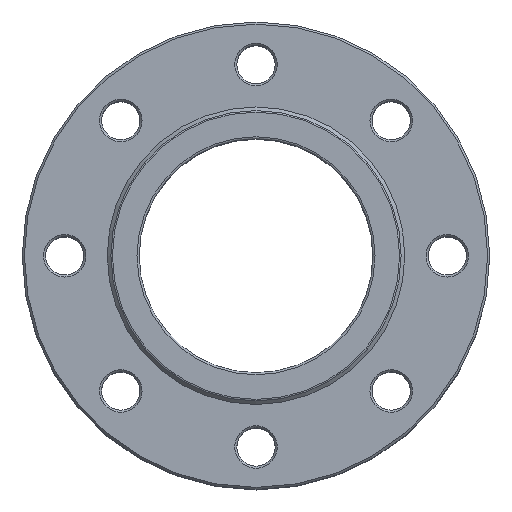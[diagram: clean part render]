
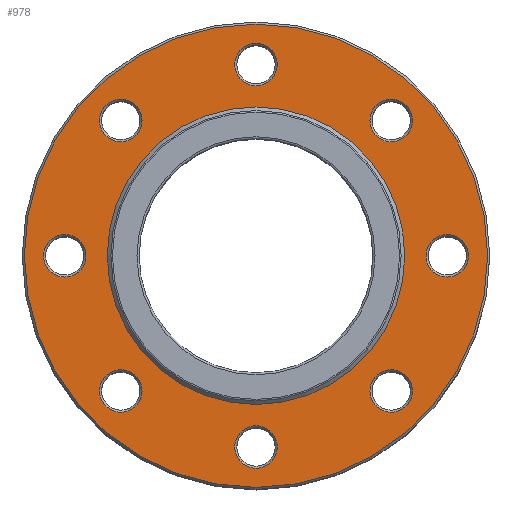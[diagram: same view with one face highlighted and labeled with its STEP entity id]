
A CAD part, top view. The second image highlights one B-rep face of the part: STEP entity #978.
In plain terms, the highlighted planar face has unit normal (0, 0, 1).
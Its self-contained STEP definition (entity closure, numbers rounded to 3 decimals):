
#48=FACE_BOUND('',#193,.T.);
#49=FACE_BOUND('',#194,.T.);
#50=FACE_BOUND('',#195,.T.);
#51=FACE_BOUND('',#196,.T.);
#52=FACE_BOUND('',#197,.T.);
#53=FACE_BOUND('',#198,.T.);
#54=FACE_BOUND('',#199,.T.);
#55=FACE_BOUND('',#200,.T.);
#56=FACE_BOUND('',#201,.T.);
#86=PLANE('',#1061);
#134=FACE_OUTER_BOUND('',#192,.T.);
#192=EDGE_LOOP('',(#687));
#193=EDGE_LOOP('',(#688));
#194=EDGE_LOOP('',(#689));
#195=EDGE_LOOP('',(#690));
#196=EDGE_LOOP('',(#691));
#197=EDGE_LOOP('',(#692));
#198=EDGE_LOOP('',(#693));
#199=EDGE_LOOP('',(#694));
#200=EDGE_LOOP('',(#695));
#201=EDGE_LOOP('',(#696));
#376=CIRCLE('',#1060,10.);
#377=CIRCLE('',#1062,109.);
#378=CIRCLE('',#1063,10.);
#379=CIRCLE('',#1064,10.);
#380=CIRCLE('',#1065,10.);
#381=CIRCLE('',#1066,10.);
#382=CIRCLE('',#1067,70.);
#383=CIRCLE('',#1068,10.);
#384=CIRCLE('',#1069,10.);
#385=CIRCLE('',#1070,10.);
#464=VERTEX_POINT('',#1534);
#465=VERTEX_POINT('',#1538);
#466=VERTEX_POINT('',#1540);
#467=VERTEX_POINT('',#1542);
#468=VERTEX_POINT('',#1544);
#469=VERTEX_POINT('',#1546);
#470=VERTEX_POINT('',#1548);
#471=VERTEX_POINT('',#1550);
#472=VERTEX_POINT('',#1552);
#473=VERTEX_POINT('',#1554);
#549=EDGE_CURVE('',#464,#464,#376,.T.);
#550=EDGE_CURVE('',#465,#465,#377,.T.);
#551=EDGE_CURVE('',#466,#466,#378,.T.);
#552=EDGE_CURVE('',#467,#467,#379,.T.);
#553=EDGE_CURVE('',#468,#468,#380,.T.);
#554=EDGE_CURVE('',#469,#469,#381,.T.);
#555=EDGE_CURVE('',#470,#470,#382,.T.);
#556=EDGE_CURVE('',#471,#471,#383,.T.);
#557=EDGE_CURVE('',#472,#472,#384,.T.);
#558=EDGE_CURVE('',#473,#473,#385,.T.);
#687=ORIENTED_EDGE('',*,*,#550,.T.);
#688=ORIENTED_EDGE('',*,*,#551,.T.);
#689=ORIENTED_EDGE('',*,*,#552,.T.);
#690=ORIENTED_EDGE('',*,*,#553,.T.);
#691=ORIENTED_EDGE('',*,*,#554,.T.);
#692=ORIENTED_EDGE('',*,*,#555,.F.);
#693=ORIENTED_EDGE('',*,*,#556,.T.);
#694=ORIENTED_EDGE('',*,*,#557,.T.);
#695=ORIENTED_EDGE('',*,*,#558,.T.);
#696=ORIENTED_EDGE('',*,*,#549,.T.);
#978=ADVANCED_FACE('',(#134,#48,#49,#50,#51,#52,#53,#54,#55,#56),#86,.T.);
#1060=AXIS2_PLACEMENT_3D('',#1536,#1207,#1208);
#1061=AXIS2_PLACEMENT_3D('',#1537,#1209,#1210);
#1062=AXIS2_PLACEMENT_3D('',#1539,#1211,#1212);
#1063=AXIS2_PLACEMENT_3D('',#1541,#1213,#1214);
#1064=AXIS2_PLACEMENT_3D('',#1543,#1215,#1216);
#1065=AXIS2_PLACEMENT_3D('',#1545,#1217,#1218);
#1066=AXIS2_PLACEMENT_3D('',#1547,#1219,#1220);
#1067=AXIS2_PLACEMENT_3D('',#1549,#1221,#1222);
#1068=AXIS2_PLACEMENT_3D('',#1551,#1223,#1224);
#1069=AXIS2_PLACEMENT_3D('',#1553,#1225,#1226);
#1070=AXIS2_PLACEMENT_3D('',#1555,#1227,#1228);
#1207=DIRECTION('center_axis',(0.,0.,-1.));
#1208=DIRECTION('ref_axis',(-1.,0.,0.));
#1209=DIRECTION('center_axis',(0.,0.,1.));
#1210=DIRECTION('ref_axis',(1.,0.,0.));
#1211=DIRECTION('center_axis',(0.,0.,1.));
#1212=DIRECTION('ref_axis',(-1.,0.,0.));
#1213=DIRECTION('center_axis',(0.,0.,-1.));
#1214=DIRECTION('ref_axis',(-1.,0.,0.));
#1215=DIRECTION('center_axis',(0.,0.,-1.));
#1216=DIRECTION('ref_axis',(-1.,0.,0.));
#1217=DIRECTION('center_axis',(0.,0.,-1.));
#1218=DIRECTION('ref_axis',(-1.,0.,0.));
#1219=DIRECTION('center_axis',(0.,0.,-1.));
#1220=DIRECTION('ref_axis',(-1.,0.,0.));
#1221=DIRECTION('center_axis',(0.,0.,1.));
#1222=DIRECTION('ref_axis',(-1.,0.,0.));
#1223=DIRECTION('center_axis',(0.,0.,-1.));
#1224=DIRECTION('ref_axis',(-1.,0.,0.));
#1225=DIRECTION('center_axis',(0.,0.,-1.));
#1226=DIRECTION('ref_axis',(-1.,0.,0.));
#1227=DIRECTION('center_axis',(0.,0.,-1.));
#1228=DIRECTION('ref_axis',(-1.,0.,0.));
#1534=CARTESIAN_POINT('',(73.64,-63.64,129.));
#1536=CARTESIAN_POINT('Origin',(63.64,-63.64,129.));
#1537=CARTESIAN_POINT('Origin',(0.,0.,129.));
#1538=CARTESIAN_POINT('',(109.,0.,129.));
#1539=CARTESIAN_POINT('Origin',(0.,0.,129.));
#1540=CARTESIAN_POINT('',(100.,0.,129.));
#1541=CARTESIAN_POINT('Origin',(90.,0.,129.));
#1542=CARTESIAN_POINT('',(10.,90.,129.));
#1543=CARTESIAN_POINT('Origin',(0.,90.,129.));
#1544=CARTESIAN_POINT('',(-53.64,-63.64,129.));
#1545=CARTESIAN_POINT('Origin',(-63.64,-63.64,129.));
#1546=CARTESIAN_POINT('',(-53.64,63.64,129.));
#1547=CARTESIAN_POINT('Origin',(-63.64,63.64,129.));
#1548=CARTESIAN_POINT('',(70.,0.,129.));
#1549=CARTESIAN_POINT('Origin',(0.,0.,129.));
#1550=CARTESIAN_POINT('',(10.,-90.,129.));
#1551=CARTESIAN_POINT('Origin',(0.,-90.,129.));
#1552=CARTESIAN_POINT('',(-80.,0.,129.));
#1553=CARTESIAN_POINT('Origin',(-90.,0.,129.));
#1554=CARTESIAN_POINT('',(73.64,63.64,129.));
#1555=CARTESIAN_POINT('Origin',(63.64,63.64,129.));
